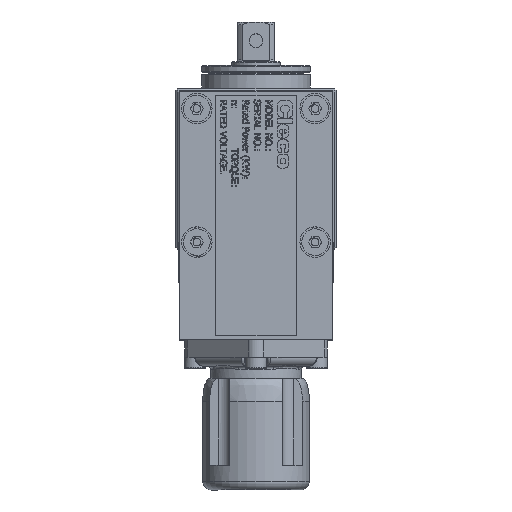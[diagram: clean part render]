
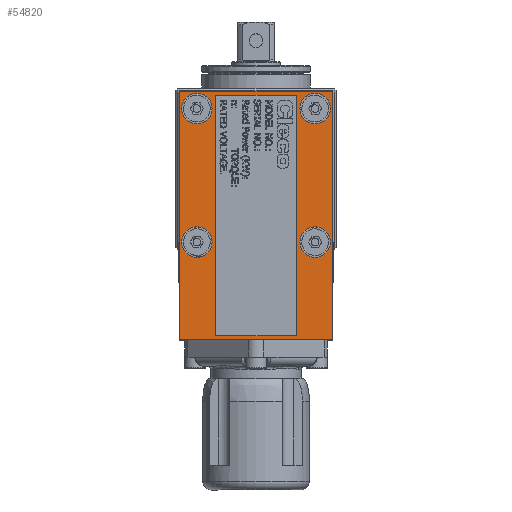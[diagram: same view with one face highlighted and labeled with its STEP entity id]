
A CAD part, top view. The second image highlights one B-rep face of the part: STEP entity #54820.
In plain terms, the highlighted planar face has unit normal (0, 0, 1).
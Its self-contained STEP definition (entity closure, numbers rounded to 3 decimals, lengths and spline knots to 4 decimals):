
#3973=FACE_BOUND('',#9873,.T.);
#3974=FACE_BOUND('',#9874,.T.);
#3975=FACE_BOUND('',#9875,.T.);
#3976=FACE_BOUND('',#9876,.T.);
#3977=FACE_BOUND('',#9877,.T.);
#4690=PLANE('',#58674);
#6845=FACE_OUTER_BOUND('',#9872,.T.);
#9872=EDGE_LOOP('',(#44061,#44062,#44063,#44064));
#9873=EDGE_LOOP('',(#44065,#44066,#44067,#44068));
#9874=EDGE_LOOP('',(#44069,#44070));
#9875=EDGE_LOOP('',(#44071,#44072));
#9876=EDGE_LOOP('',(#44073,#44074));
#9877=EDGE_LOOP('',(#44075,#44076));
#12784=CIRCLE('',#58675,0.4);
#12785=CIRCLE('',#58676,0.4);
#12786=CIRCLE('',#58677,0.4);
#12787=CIRCLE('',#58678,0.4);
#12788=CIRCLE('',#58679,0.4);
#12789=CIRCLE('',#58680,0.4);
#12790=CIRCLE('',#58681,0.4);
#12791=CIRCLE('',#58682,0.4);
#16946=LINE('',#94186,#21242);
#16947=LINE('',#94188,#21243);
#16948=LINE('',#94190,#21244);
#16949=LINE('',#94191,#21245);
#16950=LINE('',#94194,#21246);
#16951=LINE('',#94196,#21247);
#16952=LINE('',#94198,#21248);
#16953=LINE('',#94199,#21249);
#21242=VECTOR('',#66778,1.);
#21243=VECTOR('',#66779,1.);
#21244=VECTOR('',#66780,1.);
#21245=VECTOR('',#66781,1.);
#21246=VECTOR('',#66782,1.);
#21247=VECTOR('',#66783,1.);
#21248=VECTOR('',#66784,1.);
#21249=VECTOR('',#66785,1.);
#26366=VERTEX_POINT('',#94184);
#26367=VERTEX_POINT('',#94185);
#26368=VERTEX_POINT('',#94187);
#26369=VERTEX_POINT('',#94189);
#26370=VERTEX_POINT('',#94192);
#26371=VERTEX_POINT('',#94193);
#26372=VERTEX_POINT('',#94195);
#26373=VERTEX_POINT('',#94197);
#26374=VERTEX_POINT('',#94200);
#26375=VERTEX_POINT('',#94201);
#26376=VERTEX_POINT('',#94204);
#26377=VERTEX_POINT('',#94205);
#26378=VERTEX_POINT('',#94208);
#26379=VERTEX_POINT('',#94209);
#26380=VERTEX_POINT('',#94212);
#26381=VERTEX_POINT('',#94213);
#32788=EDGE_CURVE('',#26366,#26367,#16946,.T.);
#32789=EDGE_CURVE('',#26366,#26368,#16947,.T.);
#32790=EDGE_CURVE('',#26368,#26369,#16948,.T.);
#32791=EDGE_CURVE('',#26367,#26369,#16949,.T.);
#32792=EDGE_CURVE('',#26370,#26371,#16950,.T.);
#32793=EDGE_CURVE('',#26371,#26372,#16951,.T.);
#32794=EDGE_CURVE('',#26372,#26373,#16952,.T.);
#32795=EDGE_CURVE('',#26373,#26370,#16953,.T.);
#32796=EDGE_CURVE('',#26374,#26375,#12784,.T.);
#32797=EDGE_CURVE('',#26375,#26374,#12785,.T.);
#32798=EDGE_CURVE('',#26376,#26377,#12786,.T.);
#32799=EDGE_CURVE('',#26377,#26376,#12787,.T.);
#32800=EDGE_CURVE('',#26378,#26379,#12788,.T.);
#32801=EDGE_CURVE('',#26379,#26378,#12789,.T.);
#32802=EDGE_CURVE('',#26380,#26381,#12790,.T.);
#32803=EDGE_CURVE('',#26381,#26380,#12791,.T.);
#44061=ORIENTED_EDGE('',*,*,#32788,.F.);
#44062=ORIENTED_EDGE('',*,*,#32789,.T.);
#44063=ORIENTED_EDGE('',*,*,#32790,.T.);
#44064=ORIENTED_EDGE('',*,*,#32791,.F.);
#44065=ORIENTED_EDGE('',*,*,#32792,.T.);
#44066=ORIENTED_EDGE('',*,*,#32793,.T.);
#44067=ORIENTED_EDGE('',*,*,#32794,.T.);
#44068=ORIENTED_EDGE('',*,*,#32795,.T.);
#44069=ORIENTED_EDGE('',*,*,#32796,.T.);
#44070=ORIENTED_EDGE('',*,*,#32797,.T.);
#44071=ORIENTED_EDGE('',*,*,#32798,.T.);
#44072=ORIENTED_EDGE('',*,*,#32799,.T.);
#44073=ORIENTED_EDGE('',*,*,#32800,.T.);
#44074=ORIENTED_EDGE('',*,*,#32801,.T.);
#44075=ORIENTED_EDGE('',*,*,#32802,.T.);
#44076=ORIENTED_EDGE('',*,*,#32803,.T.);
#54820=ADVANCED_FACE('',(#6845,#3973,#3974,#3975,#3976,#3977),#4690,.T.);
#58674=AXIS2_PLACEMENT_3D('',#94183,#66776,#66777);
#58675=AXIS2_PLACEMENT_3D('',#94202,#66786,#66787);
#58676=AXIS2_PLACEMENT_3D('',#94203,#66788,#66789);
#58677=AXIS2_PLACEMENT_3D('',#94206,#66790,#66791);
#58678=AXIS2_PLACEMENT_3D('',#94207,#66792,#66793);
#58679=AXIS2_PLACEMENT_3D('',#94210,#66794,#66795);
#58680=AXIS2_PLACEMENT_3D('',#94211,#66796,#66797);
#58681=AXIS2_PLACEMENT_3D('',#94214,#66798,#66799);
#58682=AXIS2_PLACEMENT_3D('',#94215,#66800,#66801);
#66776=DIRECTION('center_axis',(0.,0.,
1.));
#66777=DIRECTION('ref_axis',(-1.,0.,0.));
#66778=DIRECTION('',(0.,-1.,0.));
#66779=DIRECTION('',(-1.,0.,0.));
#66780=DIRECTION('',(0.,-1.,0.));
#66781=DIRECTION('',(-1.,0.,0.));
#66782=DIRECTION('',(1.,0.,0.));
#66783=DIRECTION('',(0.,-1.,0.));
#66784=DIRECTION('',(-1.,0.,0.));
#66785=DIRECTION('',(0.,1.,0.));
#66786=DIRECTION('center_axis',(0.,0.,
-1.));
#66787=DIRECTION('ref_axis',(1.,0.,0.));
#66788=DIRECTION('center_axis',(0.,0.,
-1.));
#66789=DIRECTION('ref_axis',(1.,0.,0.));
#66790=DIRECTION('center_axis',(0.,0.,
-1.));
#66791=DIRECTION('ref_axis',(-1.,0.,0.));
#66792=DIRECTION('center_axis',(0.,0.,
-1.));
#66793=DIRECTION('ref_axis',(-1.,0.,0.));
#66794=DIRECTION('center_axis',(0.,0.,
-1.));
#66795=DIRECTION('ref_axis',(1.,0.,0.));
#66796=DIRECTION('center_axis',(0.,0.,
-1.));
#66797=DIRECTION('ref_axis',(1.,0.,0.));
#66798=DIRECTION('center_axis',(0.,0.,
-1.));
#66799=DIRECTION('ref_axis',(-1.,0.,0.));
#66800=DIRECTION('center_axis',(0.,0.,
-1.));
#66801=DIRECTION('ref_axis',(-1.,0.,0.));
#94183=CARTESIAN_POINT('Origin',(0.,-1.,
11.1));
#94184=CARTESIAN_POINT('',(2.,2.,11.1));
#94185=CARTESIAN_POINT('',(2.,-4.5,11.1));
#94186=CARTESIAN_POINT('',(2.,-4.,11.1));
#94187=CARTESIAN_POINT('',(-2.,2.,11.1));
#94188=CARTESIAN_POINT('',(-2.,2.,11.1));
#94189=CARTESIAN_POINT('',(-2.,-4.5,11.1));
#94190=CARTESIAN_POINT('',(-2.,-4.,11.1));
#94191=CARTESIAN_POINT('',(2.,-4.5,11.1));
#94192=CARTESIAN_POINT('',(-1.05,1.9,11.1));
#94193=CARTESIAN_POINT('',(1.05,1.9,11.1));
#94194=CARTESIAN_POINT('',(-0.525,1.9,11.1));
#94195=CARTESIAN_POINT('',(1.05,-4.4,11.1));
#94196=CARTESIAN_POINT('',(1.05,0.45,11.1));
#94197=CARTESIAN_POINT('',(-1.05,-4.4,11.1));
#94198=CARTESIAN_POINT('',(0.525,-4.4,11.1));
#94199=CARTESIAN_POINT('',(-1.05,-2.7,11.1));
#94200=CARTESIAN_POINT('',(-1.15,-1.95,11.1));
#94201=CARTESIAN_POINT('',(-1.95,-1.95,11.1));
#94202=CARTESIAN_POINT('Origin',(-1.55,-1.95,11.1));
#94203=CARTESIAN_POINT('Origin',(-1.55,-1.95,11.1));
#94204=CARTESIAN_POINT('',(1.15,-1.95,11.1));
#94205=CARTESIAN_POINT('',(1.95,-1.95,11.1));
#94206=CARTESIAN_POINT('Origin',(1.55,-1.95,11.1));
#94207=CARTESIAN_POINT('Origin',(1.55,-1.95,11.1));
#94208=CARTESIAN_POINT('',(-1.15,1.55,11.1));
#94209=CARTESIAN_POINT('',(-1.95,1.55,11.1));
#94210=CARTESIAN_POINT('Origin',(-1.55,1.55,11.1));
#94211=CARTESIAN_POINT('Origin',(-1.55,1.55,11.1));
#94212=CARTESIAN_POINT('',(1.15,1.55,11.1));
#94213=CARTESIAN_POINT('',(1.95,1.55,11.1));
#94214=CARTESIAN_POINT('Origin',(1.55,1.55,11.1));
#94215=CARTESIAN_POINT('Origin',(1.55,1.55,11.1));
